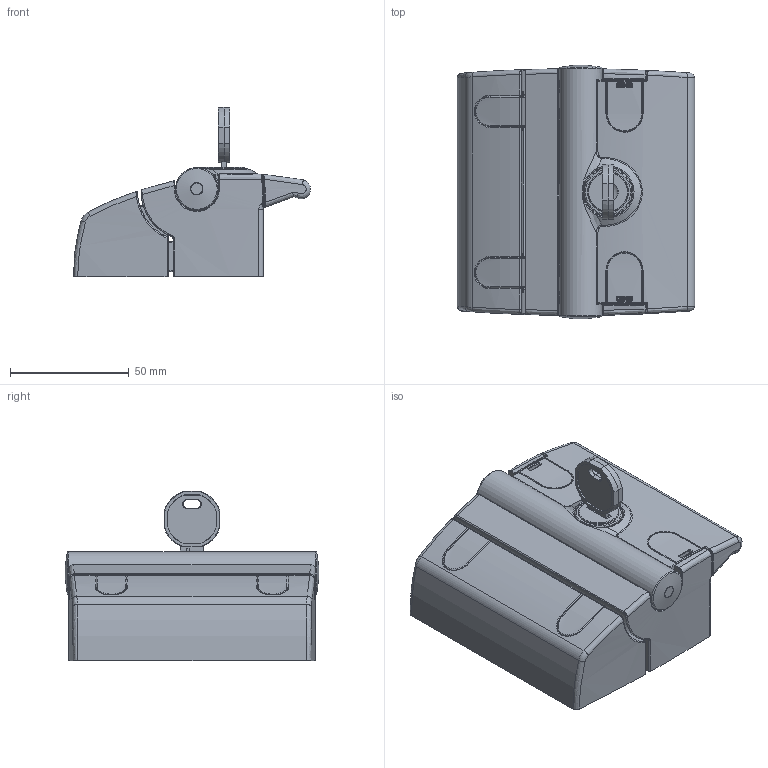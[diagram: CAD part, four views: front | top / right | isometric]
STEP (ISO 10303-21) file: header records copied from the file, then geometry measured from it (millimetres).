
FILE_DESCRIPTION (( 'STEP AP214' ), '1' );
FILE_NAME ('0957401.STEP', '2012-04-27T10:57:28', ( '' ), ( '' ), 'SwSTEP 2.0', 'SolidWorks 2011', '' );
FILE_SCHEMA (( 'AUTOMOTIVE_DESIGN' ));
Length unit declared in the file: millimetre
Products named in the file (17): 095401r21_095401r21; 0957401-UBG-02_ZU ohne Elektronik gleichschliessend; 0957401-R20; 0957401-R13; 0957401-R11; 0957401r09_; 0957401-UBG-04_mit Anschlag + Schraube; 0957401-R16; 0957401-R14_0957401R14; 0957401-UBG-03_ohne Elektronik; 0957401-R08; 0957401-R12; 0957401-R10; 0957401-UBG-01_OHNE ELEKTRONIK; 0957401-R02; 0957401-R01_0957401-R29; 0957401
Assembly tree (19 placements, depth 4):
  0957401
    095401r21_095401r21
    0957401-UBG-02_ZU ohne Elektronik gleichschliessend
      0957401-R10
      0957401-R13  x2
      0957401-R11  x2
      0957401-UBG-04_mit Anschlag + Schraube
        0957401-R14_0957401R14
        0957401-R16
      0957401-UBG-03_ohne Elektronik
        0957401-R08
      0957401-R12
      0957401r09_
      0957401-R20
    0957401-UBG-01_OHNE ELEKTRONIK
      0957401-R02  x2
      0957401-R01_0957401-R29
Bounding box: 100 x 106.85 x 71.33 mm (x, y, z)
Volume: 130477.7 mm3; surface area: 105130.7 mm2
Topology: 15 solids, 15 shells, 3146 faces, 7789 edges, 4516 vertices
Faces by surface type: cylinder 963, plane 945, bspline 701, torus 356, sphere 116, cone 65
Full cylindrical faces by diameter (mm): 4.5 x1, 5 x9, 6 x2, 9.9 x1, 11 x1, 11.9 x1, 17 x1, 17.2 x1, 18 x1, 20 x1, 21 x1
Entity records: 108552 total; most frequent: CARTESIAN_POINT 47058, ORIENTED_EDGE 13032, DIRECTION 11634, EDGE_CURVE 6516, AXIS2_PLACEMENT_3D 4530, VERTEX_POINT 3847, EDGE_LOOP 2839, FACE_OUTER_BOUND 2776
